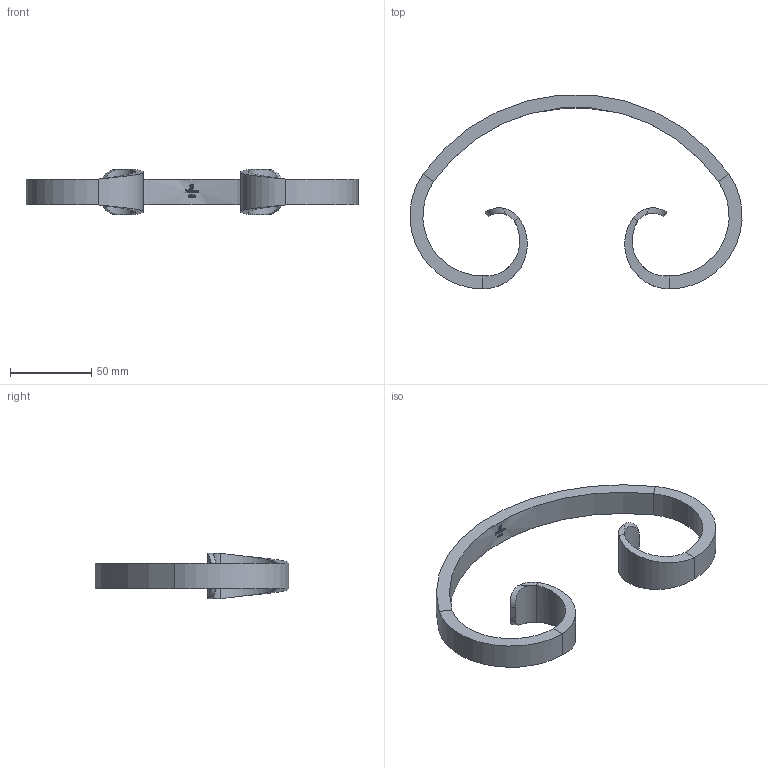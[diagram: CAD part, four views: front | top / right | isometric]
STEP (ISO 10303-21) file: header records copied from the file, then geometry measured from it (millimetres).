
FILE_DESCRIPTION (( 'STEP AP203' ), '1' );
FILE_NAME ('3082.step', '2022-10-07T10:11:36', ( '' ), ( '' ), 'SwSTEP 2.0', 'SolidWorks 2018', '' );
FILE_SCHEMA (( 'CONFIG_CONTROL_DESIGN' ));
Length unit declared in the file: millimetre
Products named in the file (1): 3082
Bounding box: 204.83 x 119.56 x 28 mm (x, y, z)
Volume: 66985.8 mm3; surface area: 27449.5 mm2
Topology: 1 solids, 1 shells, 252 faces, 669 edges, 438 vertices
Faces by surface type: bspline 122, plane 97, cylinder 33
Entity records: 12490 total; most frequent: CARTESIAN_POINT 6926, ORIENTED_EDGE 1338, DIRECTION 779, EDGE_CURVE 669, VERTEX_POINT 438, LINE 321, VECTOR 321, EDGE_LOOP 271
